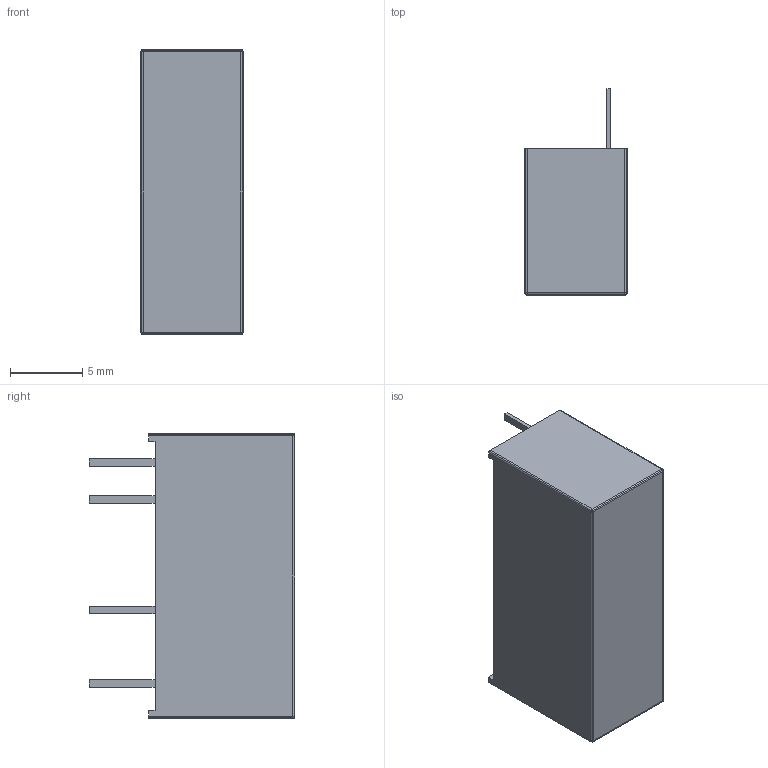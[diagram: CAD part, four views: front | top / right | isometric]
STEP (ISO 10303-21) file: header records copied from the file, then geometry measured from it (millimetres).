
FILE_DESCRIPTION(('STEP AP214'),'1');
FILE_NAME('70052003.stp','2018-08-03T15:37:34',('TraceParts'),('TraceParts S.A.'),'Spatial InterOp 3D',' ',' ');
FILE_SCHEMA(('automotive_design'));
Length unit declared in the file: millimetre
Products named in the file (6): 70052003_1; 70052003_2; 70052003_3; 70052003_4; 70052003_5; 70052003_6
Bounding box: 7.05 x 14.2 x 19.65 mm (x, y, z)
Volume: 413.5 mm3; surface area: 1522.7 mm2
Topology: 6 solids, 6 shells, 84 faces, 196 edges, 124 vertices
Faces by surface type: plane 60, cylinder 16, sphere 8
Entity records: 3167 total; most frequent: DIRECTION 412, CARTESIAN_POINT 410, ORIENTED_EDGE 392, EDGE_CURVE 196, LINE 160, VECTOR 160, AXIS2_PLACEMENT_3D 126, VERTEX_POINT 124
